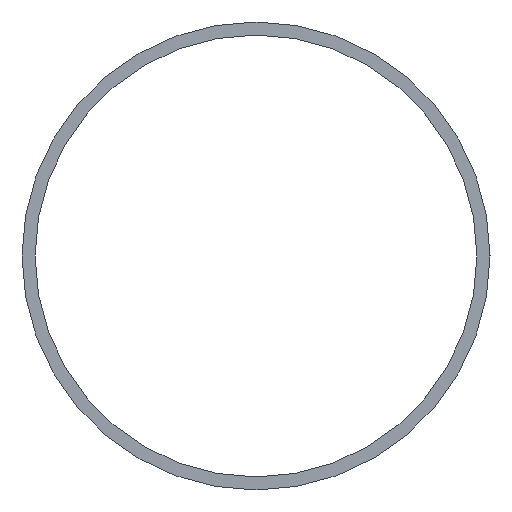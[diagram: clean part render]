
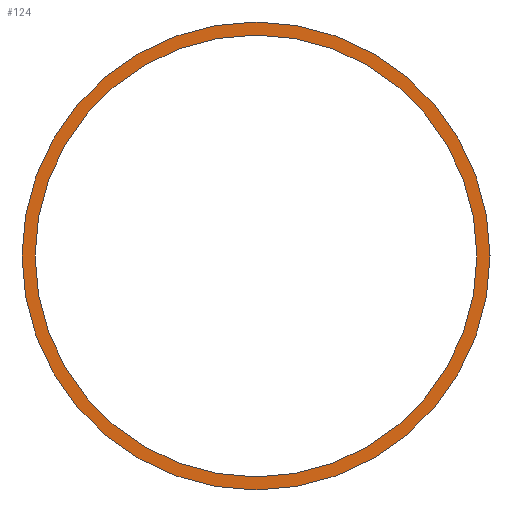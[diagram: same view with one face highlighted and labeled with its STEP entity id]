
A CAD part, left-side view. The second image highlights one B-rep face of the part: STEP entity #124.
In plain terms, the highlighted planar face has unit normal (-1, 0, 0).
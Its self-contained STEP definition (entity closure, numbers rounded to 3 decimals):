
#4 = CARTESIAN_POINT ( 'NONE',  ( -1500., 0., 0. ) ) ;
#7 = VERTEX_POINT ( 'NONE', #173 ) ;
#13 = DIRECTION ( 'NONE',  ( 1., 0., 0. ) ) ;
#16 = CIRCLE ( 'NONE', #129, 11.8 ) ;
#21 = VERTEX_POINT ( 'NONE', #38 ) ;
#28 = DIRECTION ( 'NONE',  ( 0., 0., -1. ) ) ;
#37 = EDGE_LOOP ( 'NONE', ( #65, #174 ) ) ;
#38 = CARTESIAN_POINT ( 'NONE',  ( -1500., 0., 12.5 ) ) ;
#41 = DIRECTION ( 'NONE',  ( 0., 0., -1. ) ) ;
#44 = FACE_OUTER_BOUND ( 'NONE', #37, .T. ) ;
#45 = EDGE_CURVE ( 'NONE', #89, #7, #181, .T. ) ;
#46 = DIRECTION ( 'NONE',  ( 0., 0., -1. ) ) ;
#55 = EDGE_CURVE ( 'NONE', #21, #153, #213, .T. ) ;
#61 = DIRECTION ( 'NONE',  ( 1., 0., 0. ) ) ;
#65 = ORIENTED_EDGE ( 'NONE', *, *, #55, .F. ) ;
#73 = DIRECTION ( 'NONE',  ( 1., 0., 0. ) ) ;
#74 = AXIS2_PLACEMENT_3D ( 'NONE', #4, #61, #46 ) ;
#77 = EDGE_CURVE ( 'NONE', #7, #89, #16, .T. ) ;
#79 = CARTESIAN_POINT ( 'NONE',  ( -1500., 0., -12.5 ) ) ;
#83 = EDGE_LOOP ( 'NONE', ( #85, #171 ) ) ;
#85 = ORIENTED_EDGE ( 'NONE', *, *, #77, .T. ) ;
#88 = AXIS2_PLACEMENT_3D ( 'NONE', #110, #176, #196 ) ;
#89 = VERTEX_POINT ( 'NONE', #211 ) ;
#90 = CARTESIAN_POINT ( 'NONE',  ( -1500., 0., 0. ) ) ;
#91 = AXIS2_PLACEMENT_3D ( 'NONE', #147, #183, #128 ) ;
#100 = FACE_BOUND ( 'NONE', #83, .T. ) ;
#109 = CARTESIAN_POINT ( 'NONE',  ( -1500., 0., 0. ) ) ;
#110 = CARTESIAN_POINT ( 'NONE',  ( -1500., 0., 0. ) ) ;
#114 = AXIS2_PLACEMENT_3D ( 'NONE', #90, #13, #28 ) ;
#124 = ADVANCED_FACE ( 'NONE', ( #44, #100 ), #132, .F. ) ;
#128 = DIRECTION ( 'NONE',  ( 0., 0., -1. ) ) ;
#129 = AXIS2_PLACEMENT_3D ( 'NONE', #109, #73, #41 ) ;
#132 = PLANE ( 'NONE',  #91 ) ;
#147 = CARTESIAN_POINT ( 'NONE',  ( -1500., 0., 0. ) ) ;
#153 = VERTEX_POINT ( 'NONE', #79 ) ;
#162 = CIRCLE ( 'NONE', #74, 12.5 ) ;
#171 = ORIENTED_EDGE ( 'NONE', *, *, #45, .T. ) ;
#173 = CARTESIAN_POINT ( 'NONE',  ( -1500., 0., 11.8 ) ) ;
#174 = ORIENTED_EDGE ( 'NONE', *, *, #189, .F. ) ;
#176 = DIRECTION ( 'NONE',  ( 1., 0., 0. ) ) ;
#181 = CIRCLE ( 'NONE', #88, 11.8 ) ;
#183 = DIRECTION ( 'NONE',  ( 1., 0., 0. ) ) ;
#189 = EDGE_CURVE ( 'NONE', #153, #21, #162, .T. ) ;
#196 = DIRECTION ( 'NONE',  ( 0., 0., -1. ) ) ;
#211 = CARTESIAN_POINT ( 'NONE',  ( -1500., 0., -11.8 ) ) ;
#213 = CIRCLE ( 'NONE', #114, 12.5 ) ;
